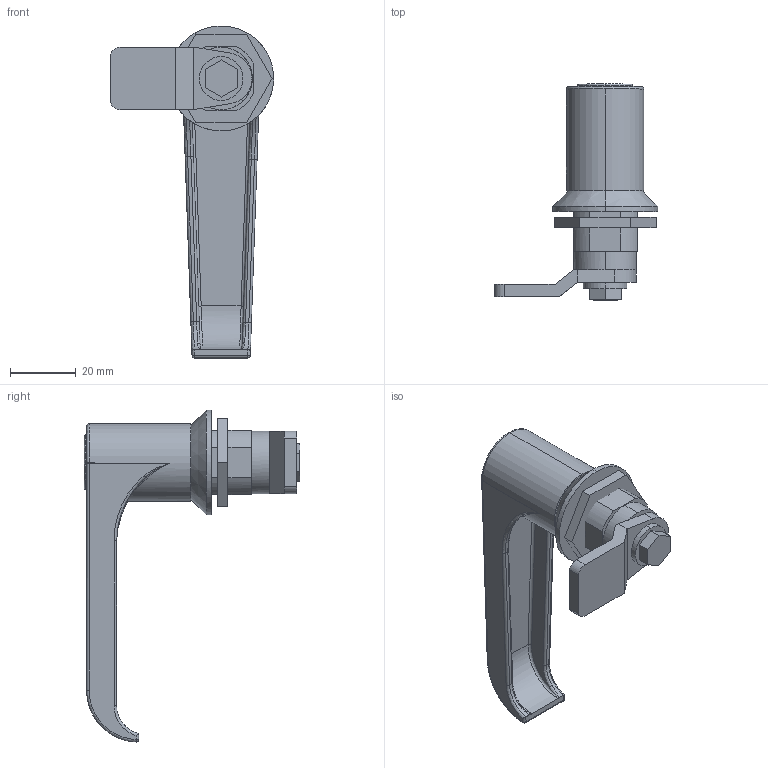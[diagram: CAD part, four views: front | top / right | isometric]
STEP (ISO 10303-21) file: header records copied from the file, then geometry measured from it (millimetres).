
FILE_DESCRIPTION (( 'STEP AP203' ), '1' );
FILE_NAME ('EHLNL_Default.step', '2019-10-31T16:57:06', ( '' ), ( '' ), 'SwSTEP 2.0', 'SolidWorks 2018', '' );
FILE_SCHEMA (( 'CONFIG_CONTROL_DESIGN' ));
Length unit declared in the file: inch
Products named in the file (1): EHLNL_Default
Bounding box: 49.76 x 65.84 x 101.22 mm (x, y, z)
Volume: 35531.1 mm3; surface area: 15082.4 mm2
Topology: 4 solids, 4 shells, 148 faces, 355 edges, 216 vertices
Faces by surface type: plane 64, cylinder 48, bspline 34, cone 2
Entity records: 7080 total; most frequent: CARTESIAN_POINT 3886, ORIENTED_EDGE 696, DIRECTION 562, EDGE_CURVE 348, VERTEX_POINT 216, AXIS2_PLACEMENT_3D 194, VECTOR 174, LINE 174
